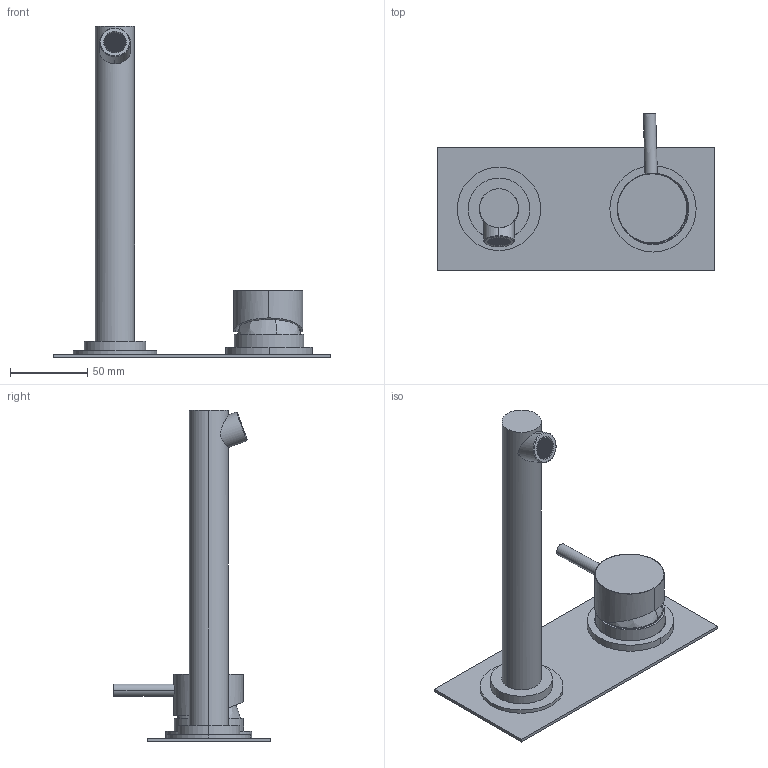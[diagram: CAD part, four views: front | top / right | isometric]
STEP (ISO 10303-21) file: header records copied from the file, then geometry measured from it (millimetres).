
FILE_DESCRIPTION (( 'STEP AP214' ), '1' );
FILE_NAME ('SWBMS200RH_shell.STEP', '2018-10-22T01:29:55', ( 'khoa' ), ( '' ), 'SwSTEP 2.0', 'SolidWorks 2016', '' );
FILE_SCHEMA (( 'AUTOMOTIVE_DESIGN' ));
Length unit declared in the file: millimetre
Products named in the file (2): SWBMS200RH_shell
Bounding box: 180 x 101.86 x 215 mm (x, y, z)
Volume: 191564.4 mm3; surface area: 66492.2 mm2
Topology: 4 solids, 4 shells, 1906 faces, 5802 edges, 3858 vertices
Faces by surface type: plane 1813, cylinder 58, cone 28, bspline 7
Entity records: 85805 total; most frequent: CARTESIAN_POINT 12256, ORIENTED_EDGE 11596, DIRECTION 9825, EDGE_CURVE 5798, VECTOR 5501, LINE 5501, VERTEX_POINT 3858, EDGE_LOOP 2488
